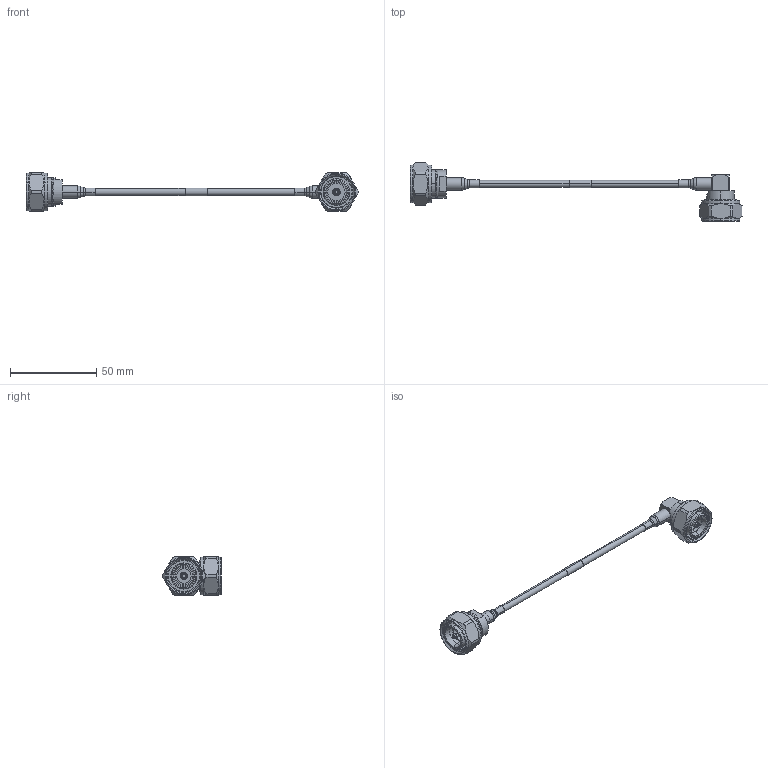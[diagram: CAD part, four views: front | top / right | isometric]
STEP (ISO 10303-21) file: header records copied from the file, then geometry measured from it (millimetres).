
FILE_DESCRIPTION (( 'STEP AP214' ), '1' );
FILE_NAME ('PE3C7953_3D.STEP', '2021-04-08T17:29:03', ( '' ), ( '' ), 'SwSTEP 2.0', 'SolidWorks 2020', '' );
FILE_SCHEMA (( 'AUTOMOTIVE_DESIGN' ));
Length unit declared in the file: inch
Products named in the file (5): TC-402-4310M-RA-LP-PE; PE3C7953_3D; TFT-402_WITH LABEL; TFT-402-MA1; TC-402-4310M-LP-PE_no parts
Assembly tree (5 placements, depth 2):
  PE3C7953_3D
    TFT-402_WITH LABEL
    TFT-402-MA1  x2
    TC-402-4310M-LP-PE_no parts
    TC-402-4310M-RA-LP-PE
Bounding box: 191.94 x 33.85 x 22 mm (x, y, z)
Volume: 12327.5 mm3; surface area: 12809 mm2
Topology: 8 solids, 9 shells, 396 faces, 854 edges, 504 vertices
Faces by surface type: cylinder 150, cone 104, plane 82, torus 60
Entity records: 11523 total; most frequent: CARTESIAN_POINT 2803, DIRECTION 1971, ORIENTED_EDGE 1620, AXIS2_PLACEMENT_3D 839, EDGE_CURVE 810, VERTEX_POINT 480, CIRCLE 457, EDGE_LOOP 416
